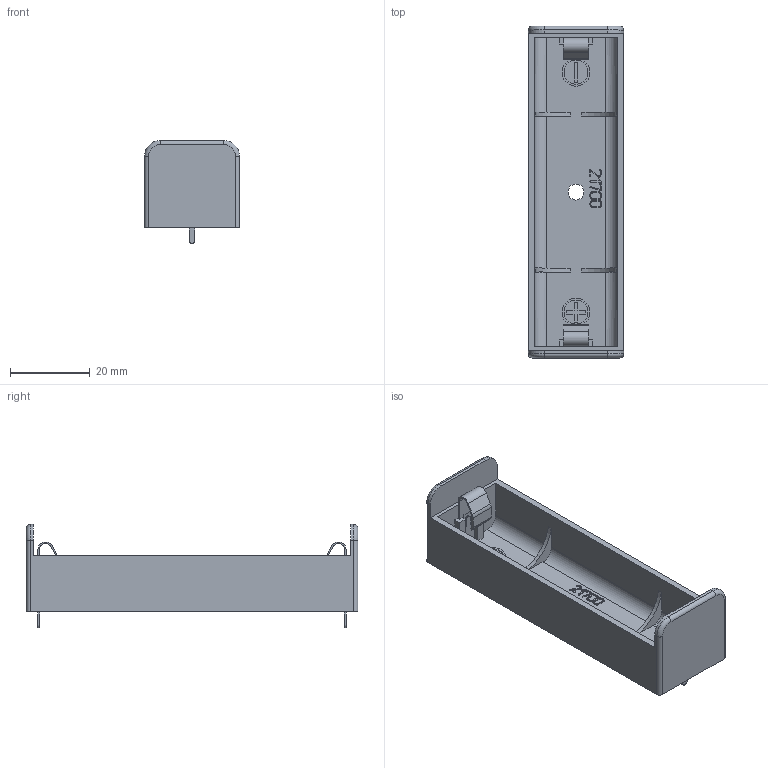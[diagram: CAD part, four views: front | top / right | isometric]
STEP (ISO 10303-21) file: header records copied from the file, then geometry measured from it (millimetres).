
FILE_DESCRIPTION(('STEP AP214'), '1');
FILE_NAME('Hold_21700-1p', '2022-08-28T12:40:16', ('nini'), (''), 'C3D Converter', 'C3D Toolkit', '');
FILE_SCHEMA(('AUTOMOTIVE_DESIGN { 1 0 10303 214 3 1 1}'));
Length unit declared in the file: millimetre
Assembly tree (3 placements, depth 2):
  (unnamed)
    (unnamed)  x2
    (unnamed)
Bounding box: 23.8 x 83 x 25.8 mm (x, y, z)
Volume: 8440.7 mm3; surface area: 11136.1 mm2
Topology: 3 solids, 3 shells, 321 faces, 847 edges, 546 vertices
Faces by surface type: plane 196, extrusion 76, cylinder 45, torus 4
Full cylindrical faces by diameter (mm): 4 x1, 6 x2, 7 x2
Entity records: 8766 total; most frequent: CARTESIAN_POINT 1951, ORIENTED_EDGE 1468, DIRECTION 1142, EDGE_CURVE 734, VECTOR 580, LINE 504, VERTEX_POINT 482, EDGE_LOOP 302
